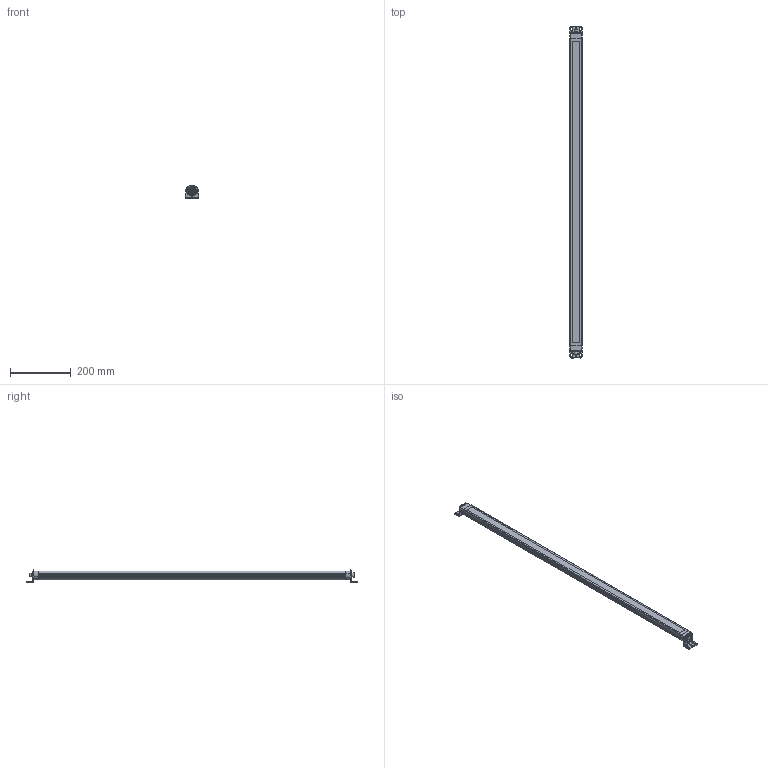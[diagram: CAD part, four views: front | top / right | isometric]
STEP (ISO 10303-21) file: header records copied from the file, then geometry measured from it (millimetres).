
FILE_DESCRIPTION(('CATIA V5 STEP Exchange','CAx-IF Rec.Pracs.--- Model Styling and Organization---1.4--- 2014-01-23'),'2;1');
FILE_NAME ('1483017-1_0', '2022-11-07T08:35:08+00:00', ('none'), ('Weidmueller'), 'CATIA Version 5-6 Release 2016 SP3 HF44', 'CATIA V5 STEP AP214', 'none');
FILE_SCHEMA(('AUTOMOTIVE_DESIGN { 1 0 10303 214 1 1 1 1 }'));
Length unit declared in the file: millimetre
Products named in the file (1): 2899400000
Bounding box: 40.01 x 1090 x 42 mm (x, y, z)
Volume: 934241 mm3; surface area: 240139.9 mm2
Topology: 10 solids, 10 shells, 1578 faces, 4465 edges, 2867 vertices
Faces by surface type: cylinder 645, plane 490, cone 244, bspline 117, torus 66, sphere 16
Entity records: 55827 total; most frequent: CARTESIAN_POINT 18757, ORIENTED_EDGE 8792, DIRECTION 5794, EDGE_CURVE 4396, AXIS2_PLACEMENT_3D 2870, VERTEX_POINT 2866, EDGE_LOOP 1702, ADVANCED_FACE 1577
